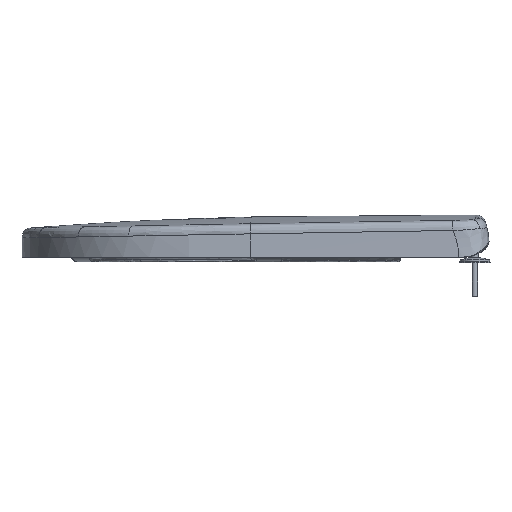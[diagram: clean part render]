
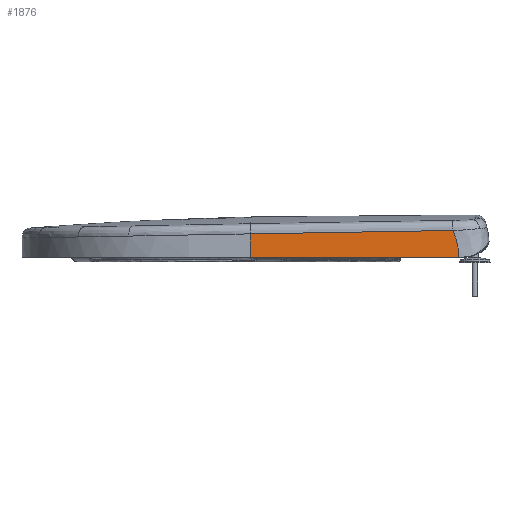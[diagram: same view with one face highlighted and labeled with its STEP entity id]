
A CAD part, front view. The second image highlights one B-rep face of the part: STEP entity #1876.
In plain terms, the highlighted free-form (B-spline) face has degree [2, 1] with [3, 2] control points.
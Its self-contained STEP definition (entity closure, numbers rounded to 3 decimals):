
#465=B_SPLINE_SURFACE_WITH_KNOTS('',2,1,((#46819,#46820),(#46821,#46822),
(#46823,#46824)),.UNSPECIFIED.,.F.,.F.,.F.,(3,3),(2,2),(0.,1.),(0.,1.),
 .UNSPECIFIED.);
#1291=FACE_OUTER_BOUND('',#4033,.T.);
#1876=ADVANCED_FACE('',(#1291),#465,.F.);
#2889=B_SPLINE_CURVE_WITH_KNOTS('',3,(#38060,#38061,#38062,#38063),
 .UNSPECIFIED.,.F.,.F.,(4,4),(0.,1.),.UNSPECIFIED.);
#3148=B_SPLINE_CURVE_WITH_KNOTS('',3,(#45878,#45879,#45880,#45881,#45882,
#45883,#45884,#45885,#45886,#45887,#45888,#45889,#45890,#45891,#45892,#45893,
#45894,#45895,#45896,#45897,#45898,#45899,#45900,#45901,#45902,#45903),
 .UNSPECIFIED.,.F.,.F.,(4,2,2,2,1,1,2,2,2,2,1,1,2,2,4),(0.,0.25,
0.5,0.508,0.516,0.531,
0.562,0.625,0.75,0.758,
0.766,0.781,0.812,0.875,
1.),.UNSPECIFIED.);
#3177=B_SPLINE_CURVE_WITH_KNOTS('',1,(#46780,#46781),.UNSPECIFIED.,.F.,
 .F.,(2,2),(0.,1.),.UNSPECIFIED.);
#3178=B_SPLINE_CURVE_WITH_KNOTS('',3,(#46794,#46795,#46796,#46797,#46798,
#46799,#46800,#46801,#46802,#46803,#46804,#46805,#46806,#46807,#46808,#46809,
#46810,#46811,#46812,#46813,#46814,#46815,#46816,#46817,#46818),
 .UNSPECIFIED.,.F.,.F.,(4,2,2,2,2,2,2,2,2,1,1,1,1,1,4),(0.,0.25,
0.375,0.383,0.391,0.406,
0.438,0.5,0.508,0.516,
0.531,0.563,0.625,0.75,
1.),.UNSPECIFIED.);
#4033=EDGE_LOOP('',(#6634,#6635,#6636,#6637));
#6634=ORIENTED_EDGE('',*,*,#9263,.T.);
#6635=ORIENTED_EDGE('',*,*,#8951,.F.);
#6636=ORIENTED_EDGE('',*,*,#9264,.F.);
#6637=ORIENTED_EDGE('',*,*,#9234,.T.);
#7682=VERTEX_POINT('',#38059);
#7683=VERTEX_POINT('',#38064);
#7852=VERTEX_POINT('',#45297);
#7862=VERTEX_POINT('',#45904);
#8951=EDGE_CURVE('',#7682,#7683,#2889,.T.);
#9234=EDGE_CURVE('',#7862,#7852,#3148,.T.);
#9263=EDGE_CURVE('',#7852,#7683,#3177,.T.);
#9264=EDGE_CURVE('',#7862,#7682,#3178,.T.);
#38059=CARTESIAN_POINT('',(-17.515,-208.,-19.));
#38060=CARTESIAN_POINT('',(-17.515,-208.,-19.));
#38061=CARTESIAN_POINT('',(-93.373,-208.,-19.));
#38062=CARTESIAN_POINT('',(-169.23,-208.,-19.));
#38063=CARTESIAN_POINT('',(-245.087,-208.,-19.));
#38064=CARTESIAN_POINT('',(-245.087,-208.,-19.));
#45297=CARTESIAN_POINT('',(-245.087,-207.536,6.503));
#45878=CARTESIAN_POINT('',(-23.993,-207.442,10.242));
#45879=CARTESIAN_POINT('',(-41.553,-207.449,9.957));
#45880=CARTESIAN_POINT('',(-59.967,-207.457,9.654));
#45881=CARTESIAN_POINT('',(-98.567,-207.473,9.015));
#45882=CARTESIAN_POINT('',(-117.1,-207.481,8.706));
#45883=CARTESIAN_POINT('',(-135.086,-207.489,8.402));
#45884=CARTESIAN_POINT('',(-135.743,-207.489,8.391));
#45885=CARTESIAN_POINT('',(-136.944,-207.49,8.371));
#45886=CARTESIAN_POINT('',(-138.743,-207.49,8.341));
#45887=CARTESIAN_POINT('',(-142.924,-207.492,8.27));
#45888=CARTESIAN_POINT('',(-146.48,-207.494,8.21));
#45889=CARTESIAN_POINT('',(-153.556,-207.497,8.09));
#45890=CARTESIAN_POINT('',(-158.222,-207.499,8.011));
#45891=CARTESIAN_POINT('',(-172.057,-207.505,7.775));
#45892=CARTESIAN_POINT('',(-181.061,-207.508,7.62));
#45893=CARTESIAN_POINT('',(-190.361,-207.512,7.46));
#45894=CARTESIAN_POINT('',(-190.998,-207.513,7.449));
#45895=CARTESIAN_POINT('',(-192.181,-207.513,7.428));
#45896=CARTESIAN_POINT('',(-193.953,-207.514,7.398));
#45897=CARTESIAN_POINT('',(-198.078,-207.516,7.326));
#45898=CARTESIAN_POINT('',(-201.597,-207.517,7.265));
#45899=CARTESIAN_POINT('',(-208.611,-207.52,7.144));
#45900=CARTESIAN_POINT('',(-213.255,-207.522,7.063));
#45901=CARTESIAN_POINT('',(-227.085,-207.528,6.821));
#45902=CARTESIAN_POINT('',(-236.166,-207.532,6.661));
#45903=CARTESIAN_POINT('',(-245.087,-207.536,6.503));
#45904=CARTESIAN_POINT('',(-23.993,-207.442,10.242));
#46780=CARTESIAN_POINT('',(-245.087,-207.536,6.503));
#46781=CARTESIAN_POINT('',(-245.087,-208.,-19.));
#46794=CARTESIAN_POINT('',(-23.993,-207.442,10.242));
#46795=CARTESIAN_POINT('',(-22.969,-207.486,7.919));
#46796=CARTESIAN_POINT('',(-22.036,-207.531,5.566));
#46797=CARTESIAN_POINT('',(-20.807,-207.599,1.988));
#46798=CARTESIAN_POINT('',(-20.435,-207.621,0.817));
#46799=CARTESIAN_POINT('',(-20.061,-207.646,-0.469));
#46800=CARTESIAN_POINT('',(-20.017,-207.649,-0.623));
#46801=CARTESIAN_POINT('',(-19.953,-207.653,-0.845));
#46802=CARTESIAN_POINT('',(-19.923,-207.655,-0.954));
#46803=CARTESIAN_POINT('',(-19.833,-207.661,-1.273));
#46804=CARTESIAN_POINT('',(-19.778,-207.665,-1.476));
#46805=CARTESIAN_POINT('',(-19.621,-207.676,-2.054));
#46806=CARTESIAN_POINT('',(-19.531,-207.683,-2.4));
#46807=CARTESIAN_POINT('',(-19.298,-207.7,-3.316));
#46808=CARTESIAN_POINT('',(-19.192,-207.709,-3.765));
#46809=CARTESIAN_POINT('',(-19.117,-207.715,-4.087));
#46810=CARTESIAN_POINT('',(-19.091,-207.717,-4.202));
#46811=CARTESIAN_POINT('',(-19.056,-207.72,-4.353));
#46812=CARTESIAN_POINT('',(-19.004,-207.725,-4.58));
#46813=CARTESIAN_POINT('',(-18.887,-207.735,-5.111));
#46814=CARTESIAN_POINT('',(-18.663,-207.755,-6.174));
#46815=CARTESIAN_POINT('',(-18.26,-207.796,-8.313));
#46816=CARTESIAN_POINT('',(-17.642,-207.878,-12.638));
#46817=CARTESIAN_POINT('',(-17.46,-207.951,-16.43));
#46818=CARTESIAN_POINT('',(-17.515,-208.,-19.));
#46819=CARTESIAN_POINT('',(-16.297,-208.,-19.));
#46820=CARTESIAN_POINT('',(-16.297,-207.435,10.559));
#46821=CARTESIAN_POINT('',(-114.888,-208.,-19.));
#46822=CARTESIAN_POINT('',(-114.888,-207.478,8.91));
#46823=CARTESIAN_POINT('',(-245.087,-208.,-19.));
#46824=CARTESIAN_POINT('',(-245.087,-207.532,6.732));
